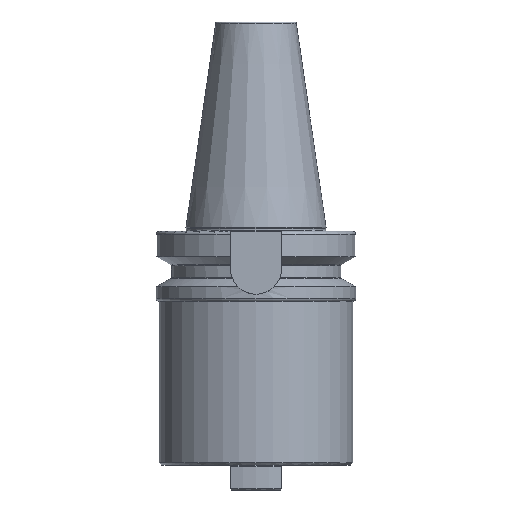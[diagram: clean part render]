
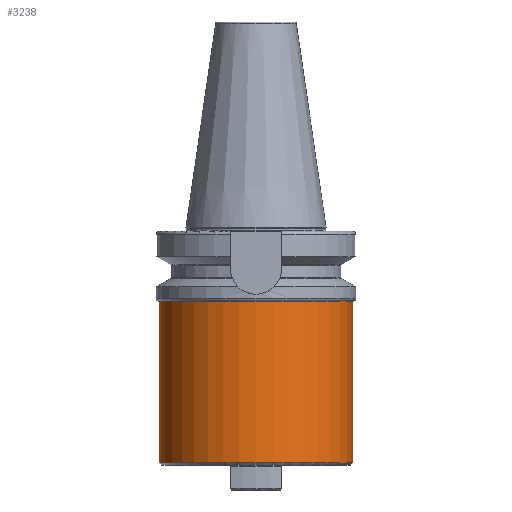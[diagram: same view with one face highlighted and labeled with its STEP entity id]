
A CAD part, left-side view. The second image highlights one B-rep face of the part: STEP entity #3238.
In plain terms, the highlighted cylindrical face has radius 48.5 mm (diameter 97 mm), a partial arc.
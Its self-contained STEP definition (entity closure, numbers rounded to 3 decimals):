
#575=DIRECTION('',(0,0,1));
#576=VECTOR('',#575,80.8);
#577=CARTESIAN_POINT('',(0,-48.5,-80.8));
#578=LINE('',#577,#576);
#579=CARTESIAN_POINT('',(0,0,-80.8));
#580=DIRECTION('',(0,0,1));
#581=DIRECTION('',(0,1,0));
#582=AXIS2_PLACEMENT_3D('',#579,#580,#581);
#584=DIRECTION('',(0,0,1));
#585=VECTOR('',#584,80.8);
#586=CARTESIAN_POINT('',(0,48.5,-80.8));
#587=LINE('',#586,#585);
#588=CARTESIAN_POINT('',(0,0,0));
#589=DIRECTION('',(0,0,-1));
#590=DIRECTION('',(0,-1,0));
#591=AXIS2_PLACEMENT_3D('',#588,#589,#590);
#2287=CARTESIAN_POINT('',(0,48.5,-80.8));
#2288=CARTESIAN_POINT('',(0,-48.5,-80.8));
#2289=VERTEX_POINT('',#2287);
#2290=VERTEX_POINT('',#2288);
#2343=CARTESIAN_POINT('',(0,48.5,0));
#2344=CARTESIAN_POINT('',(0,-48.5,0));
#2345=VERTEX_POINT('',#2343);
#2346=VERTEX_POINT('',#2344);
#3224=CARTESIAN_POINT('',(0,0,4.725));
#3225=DIRECTION('',(0,0,-1));
#3226=DIRECTION('',(0,-1,0));
#3227=AXIS2_PLACEMENT_3D('',#3224,#3225,#3226);
#3228=CYLINDRICAL_SURFACE('',#3227,48.5);
#3230=ORIENTED_EDGE('',*,*,#3229,.F.);
#3232=ORIENTED_EDGE('',*,*,#3231,.F.);
#3233=ORIENTED_EDGE('',*,*,#3093,.F.);
#3235=ORIENTED_EDGE('',*,*,#3234,.T.);
#3236=EDGE_LOOP('',(#3230,#3232,#3233,#3235));
#3237=FACE_OUTER_BOUND('',#3236,.F.);
#3238=ADVANCED_FACE('',(#3237),#3228,.T.);
#583=CIRCLE('',#582,48.5);
#592=CIRCLE('',#591,48.5);
#3093=EDGE_CURVE('',#2289,#2290,#583,.T.);
#3229=EDGE_CURVE('',#2346,#2345,#592,.T.);
#3231=EDGE_CURVE('',#2290,#2346,#578,.T.);
#3234=EDGE_CURVE('',#2289,#2345,#587,.T.);
